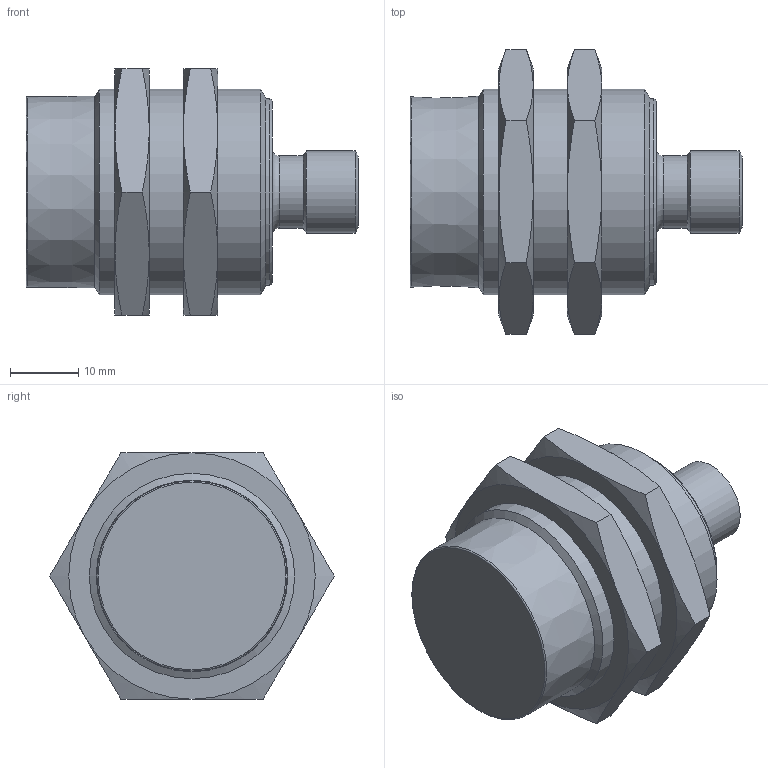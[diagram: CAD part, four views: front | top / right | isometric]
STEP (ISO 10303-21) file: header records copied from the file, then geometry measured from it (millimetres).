
FILE_DESCRIPTION( ( 'STEP AP214' ), '1' );
FILE_NAME( 'DW-AD-519-M30-320.stp', '2020-07-06T11:24:55', ( 'License CC BY-ND 4.0' ), ( 'CADENAS' ), ' ', 'PARTsolutions', ' ' );
FILE_SCHEMA( ( 'AUTOMOTIVE_DESIGN { 1 0 10303 214 1 1 1 1 }' ) );
Length unit declared in the file: millimetre
Products named in the file (1): _DW-AD-519-M30-320
Bounding box: 48.5 x 41.57 x 36 mm (x, y, z)
Volume: 29103.3 mm3; surface area: 7288.2 mm2
Topology: 1 solids, 1 shells, 97 faces, 227 edges, 140 vertices
Faces by surface type: plane 39, cone 32, cylinder 19, sphere 4, torus 3
Full cylindrical faces by diameter (mm): 1 x4, 1.75 x1, 8.4 x1, 10.55 x1, 12 x1, 27.3 x1, 30 x3
Entity records: 3464 total; most frequent: CARTESIAN_POINT 670, DIRECTION 406, ORIENTED_EDGE 378, EDGE_CURVE 189, AXIS2_PLACEMENT_3D 169, VERTEX_POINT 133, EDGE_LOOP 131, FACE_OUTER_BOUND 111
